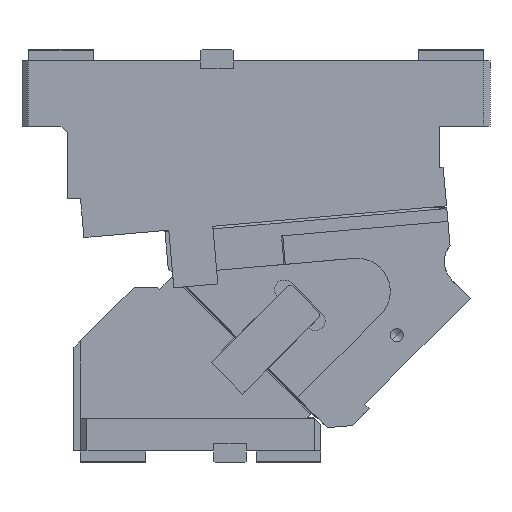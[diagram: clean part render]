
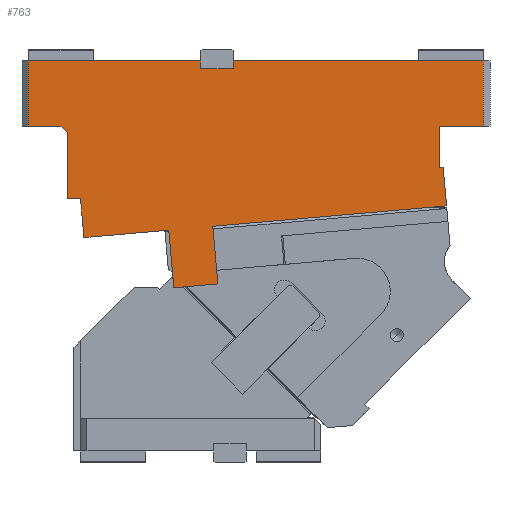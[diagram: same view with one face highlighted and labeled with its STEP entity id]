
A CAD part, front view. The second image highlights one B-rep face of the part: STEP entity #763.
In plain terms, the highlighted planar face has unit normal (0, -1, 0).
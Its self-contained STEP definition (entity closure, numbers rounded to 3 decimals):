
#255=CARTESIAN_POINT('Vertex',(162.5,-100.,0.)) ;
#258=CARTESIAN_POINT('Line Origine',(258.75,-100.,0.)) ;
#262=CARTESIAN_POINT('Vertex',(355.,-100.,0.)) ;
#561=CARTESIAN_POINT('Line Origine',(355.,-100.,-25.)) ;
#565=CARTESIAN_POINT('Vertex',(355.,-100.,-50.)) ;
#580=CARTESIAN_POINT('Axis2P3D Location',(0.,-100.,0.)) ;
#585=CARTESIAN_POINT('Line Origine',(137.5,-100.,-5.5)) ;
#589=CARTESIAN_POINT('Vertex',(137.5,-100.,-6.)) ;
#591=CARTESIAN_POINT('Vertex',(137.5,-100.,-5.)) ;
#594=CARTESIAN_POINT('Line Origine',(137.5,-100.,-2.5)) ;
#598=CARTESIAN_POINT('Vertex',(137.5,-100.,0.)) ;
#601=CARTESIAN_POINT('Line Origine',(71.25,-100.,0.)) ;
#605=CARTESIAN_POINT('Vertex',(5.,-100.,0.)) ;
#608=CARTESIAN_POINT('Line Origine',(5.,-100.,-25.)) ;
#612=CARTESIAN_POINT('Vertex',(5.,-100.,-50.)) ;
#615=CARTESIAN_POINT('Line Origine',(17.5,-100.,-50.)) ;
#619=CARTESIAN_POINT('Vertex',(30.,-100.,-50.)) ;
#622=CARTESIAN_POINT('Line Origine',(32.5,-100.,-52.5)) ;
#626=CARTESIAN_POINT('Vertex',(35.,-100.,-55.)) ;
#629=CARTESIAN_POINT('Line Origine',(35.,-100.,-80.5)) ;
#633=CARTESIAN_POINT('Vertex',(35.,-100.,-106.)) ;
#636=CARTESIAN_POINT('Line Origine',(39.729,-100.,-106.)) ;
#640=CARTESIAN_POINT('Vertex',(44.459,-100.,-106.)) ;
#643=CARTESIAN_POINT('Line Origine',(44.746,-100.,-105.975)) ;
#647=CARTESIAN_POINT('Vertex',(45.033,-100.,-105.95)) ;
#650=CARTESIAN_POINT('Line Origine',(46.341,-100.,-120.893)) ;
#654=CARTESIAN_POINT('Vertex',(47.648,-100.,-135.836)) ;
#657=CARTESIAN_POINT('Line Origine',(80.273,-100.,-132.981)) ;
#661=CARTESIAN_POINT('Vertex',(112.899,-100.,-130.127)) ;
#664=CARTESIAN_POINT('Line Origine',(114.838,-100.,-152.292)) ;
#668=CARTESIAN_POINT('Vertex',(116.777,-100.,-174.458)) ;
#671=CARTESIAN_POINT('Line Origine',(133.712,-100.,-172.976)) ;
#675=CARTESIAN_POINT('Vertex',(150.648,-100.,-171.494)) ;
#678=CARTESIAN_POINT('Line Origine',(148.709,-100.,-149.329)) ;
#682=CARTESIAN_POINT('Vertex',(146.769,-100.,-127.164)) ;
#685=CARTESIAN_POINT('Line Origine',(236.676,-100.,-119.298)) ;
#689=CARTESIAN_POINT('Vertex',(326.583,-100.,-111.432)) ;
#692=CARTESIAN_POINT('Line Origine',(325.275,-100.,-96.489)) ;
#696=CARTESIAN_POINT('Vertex',(323.968,-100.,-81.546)) ;
#699=CARTESIAN_POINT('Line Origine',(322.484,-100.,-81.676)) ;
#703=CARTESIAN_POINT('Vertex',(321.,-100.,-81.806)) ;
#706=CARTESIAN_POINT('Line Origine',(321.,-100.,-65.903)) ;
#710=CARTESIAN_POINT('Vertex',(321.,-100.,-50.)) ;
#713=CARTESIAN_POINT('Line Origine',(338.,-100.,-50.)) ;
#718=CARTESIAN_POINT('Line Origine',(162.5,-100.,-2.5)) ;
#722=CARTESIAN_POINT('Vertex',(162.5,-100.,-5.)) ;
#725=CARTESIAN_POINT('Line Origine',(162.5,-100.,-5.5)) ;
#729=CARTESIAN_POINT('Vertex',(162.5,-100.,-6.)) ;
#732=CARTESIAN_POINT('Line Origine',(150.,-100.,-6.)) ;
#259=DIRECTION('Vector Direction',(1.,0.,0.)) ;
#562=DIRECTION('Vector Direction',(0.,0.,1.)) ;
#581=DIRECTION('Axis2P3D Direction',(0.,1.,0.)) ;
#582=DIRECTION('Axis2P3D XDirection',(0.,0.,1.)) ;
#586=DIRECTION('Vector Direction',(0.,0.,1.)) ;
#595=DIRECTION('Vector Direction',(0.,0.,1.)) ;
#602=DIRECTION('Vector Direction',(1.,0.,0.)) ;
#609=DIRECTION('Vector Direction',(0.,0.,-1.)) ;
#616=DIRECTION('Vector Direction',(-1.,0.,0.)) ;
#623=DIRECTION('Vector Direction',(-0.707,0.,0.707)) ;
#630=DIRECTION('Vector Direction',(0.,0.,1.)) ;
#637=DIRECTION('Vector Direction',(-1.,0.,0.)) ;
#644=DIRECTION('Vector Direction',(-0.996,0.,-0.087)) ;
#651=DIRECTION('Vector Direction',(-0.087,0.,0.996)) ;
#658=DIRECTION('Vector Direction',(-0.996,0.,-0.087)) ;
#665=DIRECTION('Vector Direction',(-0.087,0.,0.996)) ;
#672=DIRECTION('Vector Direction',(0.996,0.,0.087)) ;
#679=DIRECTION('Vector Direction',(-0.087,0.,0.996)) ;
#686=DIRECTION('Vector Direction',(-0.996,0.,-0.087)) ;
#693=DIRECTION('Vector Direction',(0.087,0.,-0.996)) ;
#700=DIRECTION('Vector Direction',(0.996,0.,0.087)) ;
#707=DIRECTION('Vector Direction',(0.,0.,1.)) ;
#714=DIRECTION('Vector Direction',(-1.,0.,0.)) ;
#719=DIRECTION('Vector Direction',(0.,0.,-1.)) ;
#726=DIRECTION('Vector Direction',(0.,0.,1.)) ;
#733=DIRECTION('Vector Direction',(1.,0.,0.)) ;
#583=AXIS2_PLACEMENT_3D('Plane Axis2P3D',#580,#581,#582) ;
#738=ORIENTED_EDGE('',*,*,#593,.T.) ;
#739=ORIENTED_EDGE('',*,*,#600,.T.) ;
#740=ORIENTED_EDGE('',*,*,#607,.F.) ;
#741=ORIENTED_EDGE('',*,*,#614,.T.) ;
#742=ORIENTED_EDGE('',*,*,#621,.F.) ;
#743=ORIENTED_EDGE('',*,*,#628,.F.) ;
#744=ORIENTED_EDGE('',*,*,#635,.F.) ;
#745=ORIENTED_EDGE('',*,*,#642,.F.) ;
#746=ORIENTED_EDGE('',*,*,#649,.F.) ;
#747=ORIENTED_EDGE('',*,*,#656,.T.) ;
#748=ORIENTED_EDGE('',*,*,#663,.T.) ;
#749=ORIENTED_EDGE('',*,*,#670,.F.) ;
#750=ORIENTED_EDGE('',*,*,#677,.T.) ;
#751=ORIENTED_EDGE('',*,*,#684,.T.) ;
#752=ORIENTED_EDGE('',*,*,#691,.T.) ;
#753=ORIENTED_EDGE('',*,*,#698,.T.) ;
#754=ORIENTED_EDGE('',*,*,#705,.T.) ;
#755=ORIENTED_EDGE('',*,*,#712,.T.) ;
#756=ORIENTED_EDGE('',*,*,#717,.F.) ;
#757=ORIENTED_EDGE('',*,*,#567,.T.) ;
#758=ORIENTED_EDGE('',*,*,#264,.F.) ;
#759=ORIENTED_EDGE('',*,*,#724,.T.) ;
#760=ORIENTED_EDGE('',*,*,#731,.F.) ;
#761=ORIENTED_EDGE('',*,*,#736,.F.) ;
#260=VECTOR('Line Direction',#259,1.) ;
#563=VECTOR('Line Direction',#562,1.) ;
#587=VECTOR('Line Direction',#586,1.) ;
#596=VECTOR('Line Direction',#595,1.) ;
#603=VECTOR('Line Direction',#602,1.) ;
#610=VECTOR('Line Direction',#609,1.) ;
#617=VECTOR('Line Direction',#616,1.) ;
#624=VECTOR('Line Direction',#623,1.) ;
#631=VECTOR('Line Direction',#630,1.) ;
#638=VECTOR('Line Direction',#637,1.) ;
#645=VECTOR('Line Direction',#644,1.) ;
#652=VECTOR('Line Direction',#651,1.) ;
#659=VECTOR('Line Direction',#658,1.) ;
#666=VECTOR('Line Direction',#665,1.) ;
#673=VECTOR('Line Direction',#672,1.) ;
#680=VECTOR('Line Direction',#679,1.) ;
#687=VECTOR('Line Direction',#686,1.) ;
#694=VECTOR('Line Direction',#693,1.) ;
#701=VECTOR('Line Direction',#700,1.) ;
#708=VECTOR('Line Direction',#707,1.) ;
#715=VECTOR('Line Direction',#714,1.) ;
#720=VECTOR('Line Direction',#719,1.) ;
#727=VECTOR('Line Direction',#726,1.) ;
#734=VECTOR('Line Direction',#733,1.) ;
#763=ADVANCED_FACE('CAM HOLDER',(#762),#584,.F.) ;
#264=EDGE_CURVE('',#256,#263,#261,.T.) ;
#567=EDGE_CURVE('',#566,#263,#564,.T.) ;
#593=EDGE_CURVE('',#590,#592,#588,.T.) ;
#600=EDGE_CURVE('',#592,#599,#597,.T.) ;
#607=EDGE_CURVE('',#606,#599,#604,.T.) ;
#614=EDGE_CURVE('',#606,#613,#611,.T.) ;
#621=EDGE_CURVE('',#620,#613,#618,.T.) ;
#628=EDGE_CURVE('',#627,#620,#625,.T.) ;
#635=EDGE_CURVE('',#634,#627,#632,.T.) ;
#642=EDGE_CURVE('',#641,#634,#639,.T.) ;
#649=EDGE_CURVE('',#648,#641,#646,.T.) ;
#656=EDGE_CURVE('',#648,#655,#653,.F.) ;
#663=EDGE_CURVE('',#655,#662,#660,.F.) ;
#670=EDGE_CURVE('',#669,#662,#667,.T.) ;
#677=EDGE_CURVE('',#669,#676,#674,.T.) ;
#684=EDGE_CURVE('',#676,#683,#681,.T.) ;
#691=EDGE_CURVE('',#683,#690,#688,.F.) ;
#698=EDGE_CURVE('',#690,#697,#695,.F.) ;
#705=EDGE_CURVE('',#697,#704,#702,.F.) ;
#712=EDGE_CURVE('',#704,#711,#709,.T.) ;
#717=EDGE_CURVE('',#566,#711,#716,.T.) ;
#724=EDGE_CURVE('',#256,#723,#721,.T.) ;
#731=EDGE_CURVE('',#730,#723,#728,.T.) ;
#736=EDGE_CURVE('',#590,#730,#735,.T.) ;
#737=EDGE_LOOP('',(#738,#739,#740,#741,#742,#743,#744,#745,#746,#747,#748,#749,#750,#751,#752,#753,#754,#755,#756,#757,#758,#759,#760,#761)) ;
#762=FACE_OUTER_BOUND('',#737,.T.) ;
#261=LINE('Line',#258,#260) ;
#564=LINE('Line',#561,#563) ;
#588=LINE('Line',#585,#587) ;
#597=LINE('Line',#594,#596) ;
#604=LINE('Line',#601,#603) ;
#611=LINE('Line',#608,#610) ;
#618=LINE('Line',#615,#617) ;
#625=LINE('Line',#622,#624) ;
#632=LINE('Line',#629,#631) ;
#639=LINE('Line',#636,#638) ;
#646=LINE('Line',#643,#645) ;
#653=LINE('Line',#650,#652) ;
#660=LINE('Line',#657,#659) ;
#667=LINE('Line',#664,#666) ;
#674=LINE('Line',#671,#673) ;
#681=LINE('Line',#678,#680) ;
#688=LINE('Line',#685,#687) ;
#695=LINE('Line',#692,#694) ;
#702=LINE('Line',#699,#701) ;
#709=LINE('Line',#706,#708) ;
#716=LINE('Line',#713,#715) ;
#721=LINE('Line',#718,#720) ;
#728=LINE('Line',#725,#727) ;
#735=LINE('Line',#732,#734) ;
#584=PLANE('Plane',#583) ;
#256=VERTEX_POINT('',#255) ;
#263=VERTEX_POINT('',#262) ;
#566=VERTEX_POINT('',#565) ;
#590=VERTEX_POINT('',#589) ;
#592=VERTEX_POINT('',#591) ;
#599=VERTEX_POINT('',#598) ;
#606=VERTEX_POINT('',#605) ;
#613=VERTEX_POINT('',#612) ;
#620=VERTEX_POINT('',#619) ;
#627=VERTEX_POINT('',#626) ;
#634=VERTEX_POINT('',#633) ;
#641=VERTEX_POINT('',#640) ;
#648=VERTEX_POINT('',#647) ;
#655=VERTEX_POINT('',#654) ;
#662=VERTEX_POINT('',#661) ;
#669=VERTEX_POINT('',#668) ;
#676=VERTEX_POINT('',#675) ;
#683=VERTEX_POINT('',#682) ;
#690=VERTEX_POINT('',#689) ;
#697=VERTEX_POINT('',#696) ;
#704=VERTEX_POINT('',#703) ;
#711=VERTEX_POINT('',#710) ;
#723=VERTEX_POINT('',#722) ;
#730=VERTEX_POINT('',#729) ;
